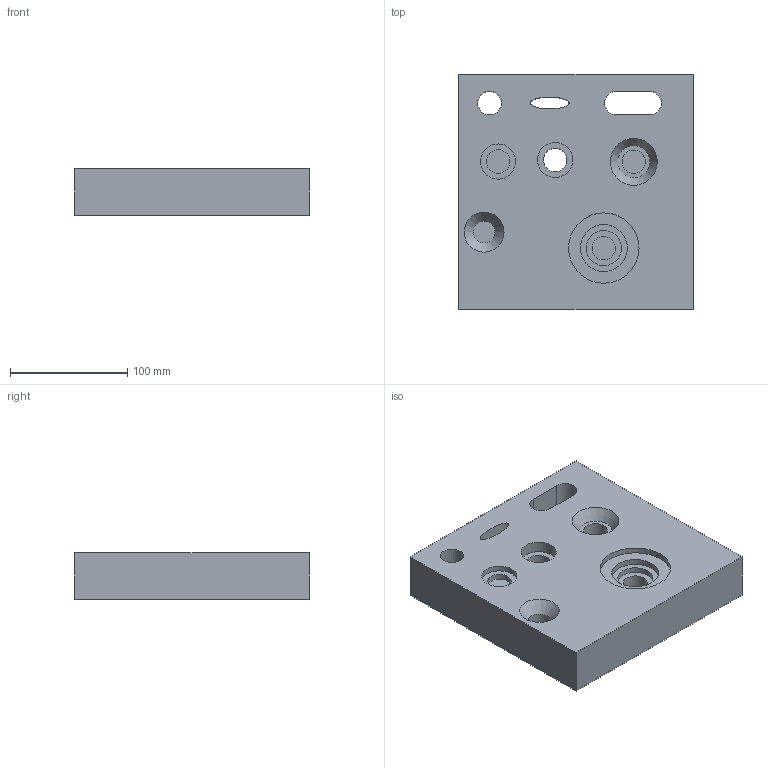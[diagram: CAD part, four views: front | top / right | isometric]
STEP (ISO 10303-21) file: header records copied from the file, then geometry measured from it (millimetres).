
FILE_DESCRIPTION( ('This file contains a STEP AP42 implementation' ,'as created by ZW3D STEP Interface translator.') ,'2;1' );
FILE_NAME( 'hole2.stp' ,'24 8 7.17 7 8', (''), ('ZWCAD Software Co.'), 'Version 1.0', 'ZW3D to STEP translator', '' );
FILE_SCHEMA(('AUTOMOTIVE_DESIGN { 1 0 10303 214 1 1 1 1 }'));
Length unit declared in the file: millimetre
Products named in the file (2): 0; 錨璃001
Bounding box: 200 x 200 x 40 mm (x, y, z)
Volume: 1464428.6 mm3; surface area: 128788.7 mm2
Topology: 1 solids, 1 shells, 34 faces, 65 edges, 43 vertices
Faces by surface type: plane 18, cylinder 13, cone 2, bspline 1
Full cylindrical faces by diameter (mm): 18.587 x1, 20 x5, 30 x3, 40 x1, 60 x1
Entity records: 973 total; most frequent: CARTESIAN_POINT 176, DIRECTION 160, ORIENTED_EDGE 130, EDGE_CURVE 65, AXIS2_PLACEMENT_3D 63, EDGE_LOOP 52, VERTEX_POINT 43, VECTOR 34
